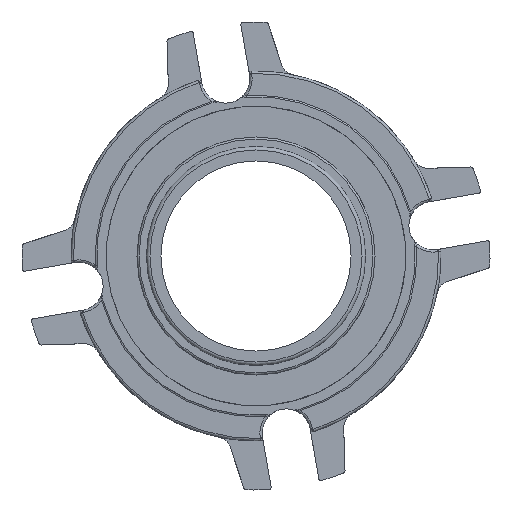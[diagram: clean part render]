
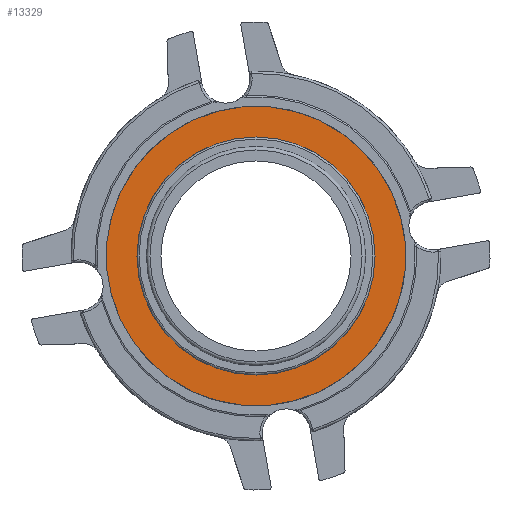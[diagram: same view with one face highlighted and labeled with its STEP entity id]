
A CAD part, left-side view. The second image highlights one B-rep face of the part: STEP entity #13329.
In plain terms, the highlighted planar face has unit normal (-1, 0, 0).
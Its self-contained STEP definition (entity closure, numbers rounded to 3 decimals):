
#1862=PLANE('',#14463);
#4635=ORIENTED_EDGE('',*,*,#6035,.F.);
#4636=ORIENTED_EDGE('',*,*,#6021,.T.);
#6021=EDGE_CURVE('',#6905,#6905,#7499,.T.);
#6035=EDGE_CURVE('',#6919,#6919,#7513,.T.);
#6905=VERTEX_POINT('',#21817);
#6919=VERTEX_POINT('',#21858);
#7499=CIRCLE('',#14435,65.022);
#7513=CIRCLE('',#14462,51.701);
#8153=EDGE_LOOP('',(#4635));
#8154=EDGE_LOOP('',(#4636));
#8802=FACE_BOUND('',#8153,.T.);
#8803=FACE_BOUND('',#8154,.T.);
#13329=ADVANCED_FACE('',(#8802,#8803),#1862,.T.);
#14435=AXIS2_PLACEMENT_3D('',#21816,#17191,#17192);
#14462=AXIS2_PLACEMENT_3D('',#21857,#17245,#17246);
#14463=AXIS2_PLACEMENT_3D('',#21859,#17247,#17248);
#17191=DIRECTION('',(-1.,0.,0.));
#17192=DIRECTION('',(0.,0.82,-0.573));
#17245=DIRECTION('',(-1.,0.,0.));
#17246=DIRECTION('',(0.,0.,1.));
#17247=DIRECTION('',(-1.,0.,0.));
#17248=DIRECTION('',(0.,0.82,-0.573));
#21816=CARTESIAN_POINT('',(-27.125,0.,0.));
#21817=CARTESIAN_POINT('',(-27.125,53.288,-37.26));
#21857=CARTESIAN_POINT('',(-27.125,0.,0.));
#21858=CARTESIAN_POINT('',(-27.125,0.,51.701));
#21859=CARTESIAN_POINT('',(-27.125,45.49,-31.807));
